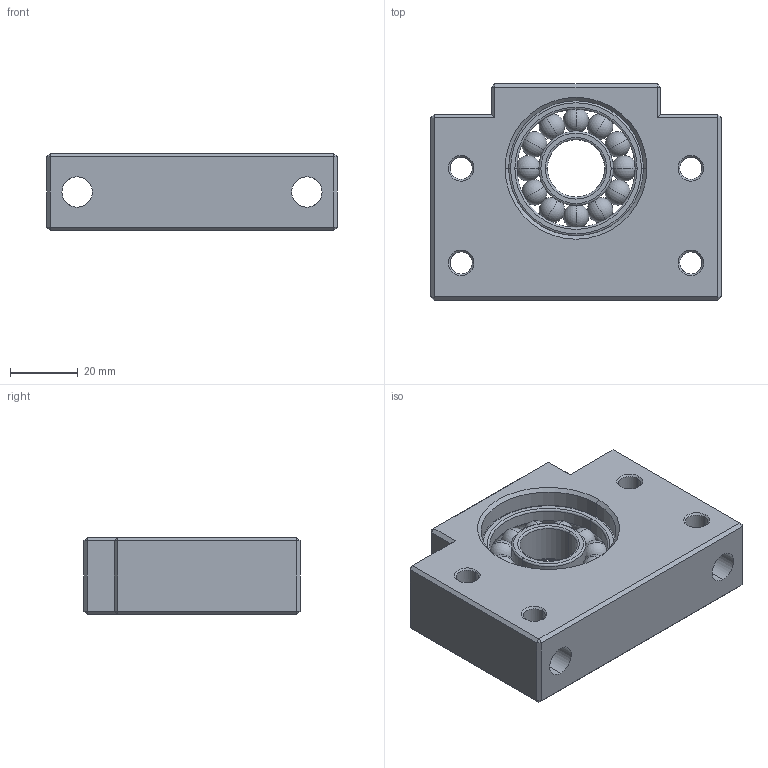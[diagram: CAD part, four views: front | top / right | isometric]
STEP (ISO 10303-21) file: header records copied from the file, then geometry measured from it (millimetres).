
FILE_DESCRIPTION (( 'STEP AP203' ), '1' );
FILE_NAME ('BF17²Õ¦X¥ó.STEP', '2010-10-04T07:36:21', ( '' ), ( '' ), 'SwSTEP 2.0', 'SolidWorks 2008', '' );
FILE_SCHEMA (( 'CONFIG_CONTROL_DESIGN' ));
Length unit declared in the file: millimetre
Products named in the file (1): BF17組合件
Bounding box: 86 x 64 x 23 mm (x, y, z)
Volume: 86916.4 mm3; surface area: 27973.3 mm2
Topology: 15 solids, 15 shells, 158 faces, 396 edges, 238 vertices
Faces by surface type: plane 50, cylinder 38, cone 24, sphere 24, torus 22
Entity records: 4801 total; most frequent: CARTESIAN_POINT 1241, DIRECTION 770, ORIENTED_EDGE 672, EDGE_CURVE 336, AXIS2_PLACEMENT_3D 307, VERTEX_POINT 202, EDGE_LOOP 178, ADVANCED_FACE 158
